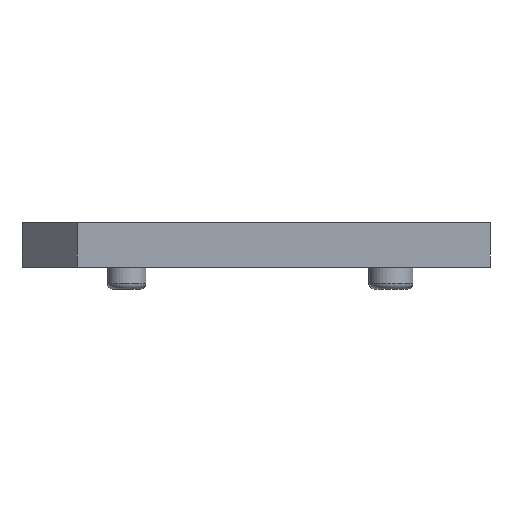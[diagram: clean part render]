
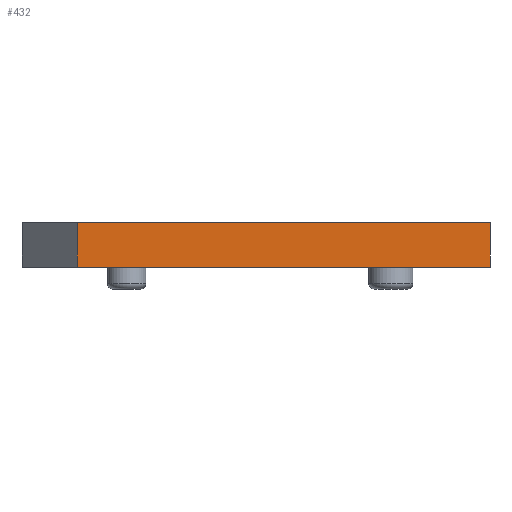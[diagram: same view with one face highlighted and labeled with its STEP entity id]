
A CAD part, front view. The second image highlights one B-rep face of the part: STEP entity #432.
In plain terms, the highlighted planar face has unit normal (0, -1, 0).
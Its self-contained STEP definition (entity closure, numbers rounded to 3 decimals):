
#270 = CARTESIAN_POINT ( 'NONE',  ( 5., -23.25, 4. ) ) ;
#300 = DIRECTION ( 'NONE',  ( 0., 0., -1. ) ) ;
#398 = DIRECTION ( 'NONE',  ( 1., 0., 0. ) ) ;
#399 = VECTOR ( 'NONE', #398, 1000. ) ;
#415 = AXIS2_PLACEMENT_3D ( 'NONE', #2868, #2923, #2911 ) ;
#432 = ADVANCED_FACE ( 'NONE', ( #3020 ), #774, .F. ) ;
#774 = PLANE ( 'NONE',  #415 ) ;
#794 = EDGE_CURVE ( 'NONE', #1158, #3253, #3241, .T. ) ;
#817 = ORIENTED_EDGE ( 'NONE', *, *, #1642, .F. ) ;
#1158 = VERTEX_POINT ( 'NONE', #3213 ) ;
#1281 = CARTESIAN_POINT ( 'NONE',  ( 42.5, -23.25, 0. ) ) ;
#1432 = LINE ( 'NONE', #3200, #2709 ) ;
#1600 = LINE ( 'NONE', #2946, #399 ) ;
#1642 = EDGE_CURVE ( 'NONE', #2512, #1158, #1600, .T. ) ;
#1692 = DIRECTION ( 'NONE',  ( 1., 0., 0. ) ) ;
#1820 = VECTOR ( 'NONE', #3091, 1000. ) ;
#1874 = CARTESIAN_POINT ( 'NONE',  ( 5., -23.25, 0. ) ) ;
#1944 = VECTOR ( 'NONE', #300, 1000. ) ;
#1982 = VERTEX_POINT ( 'NONE', #1874 ) ;
#2025 = LINE ( 'NONE', #2342, #1944 ) ;
#2057 = EDGE_LOOP ( 'NONE', ( #3119, #2823, #817, #2815 ) ) ;
#2148 = EDGE_CURVE ( 'NONE', #1982, #3253, #1432, .T. ) ;
#2342 = CARTESIAN_POINT ( 'NONE',  ( 5., -23.25, 4. ) ) ;
#2512 = VERTEX_POINT ( 'NONE', #270 ) ;
#2580 = EDGE_CURVE ( 'NONE', #2512, #1982, #2025, .T. ) ;
#2662 = CARTESIAN_POINT ( 'NONE',  ( 42.5, -23.25, 4. ) ) ;
#2709 = VECTOR ( 'NONE', #1692, 1000. ) ;
#2815 = ORIENTED_EDGE ( 'NONE', *, *, #2580, .T. ) ;
#2823 = ORIENTED_EDGE ( 'NONE', *, *, #794, .F. ) ;
#2868 = CARTESIAN_POINT ( 'NONE',  ( 5., -23.25, 4. ) ) ;
#2911 = DIRECTION ( 'NONE',  ( 0., 0., 1. ) ) ;
#2923 = DIRECTION ( 'NONE',  ( 0., 1., 0. ) ) ;
#2946 = CARTESIAN_POINT ( 'NONE',  ( 5., -23.25, 4. ) ) ;
#3020 = FACE_OUTER_BOUND ( 'NONE', #2057, .T. ) ;
#3091 = DIRECTION ( 'NONE',  ( 0., 0., -1. ) ) ;
#3119 = ORIENTED_EDGE ( 'NONE', *, *, #2148, .T. ) ;
#3200 = CARTESIAN_POINT ( 'NONE',  ( 5., -23.25, 0. ) ) ;
#3213 = CARTESIAN_POINT ( 'NONE',  ( 42.5, -23.25, 4. ) ) ;
#3241 = LINE ( 'NONE', #2662, #1820 ) ;
#3253 = VERTEX_POINT ( 'NONE', #1281 ) ;
